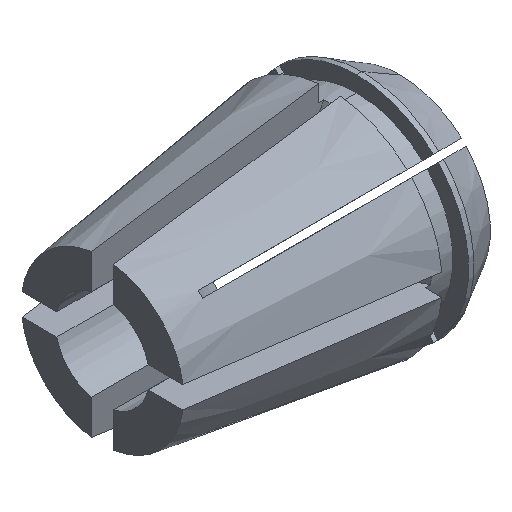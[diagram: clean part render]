
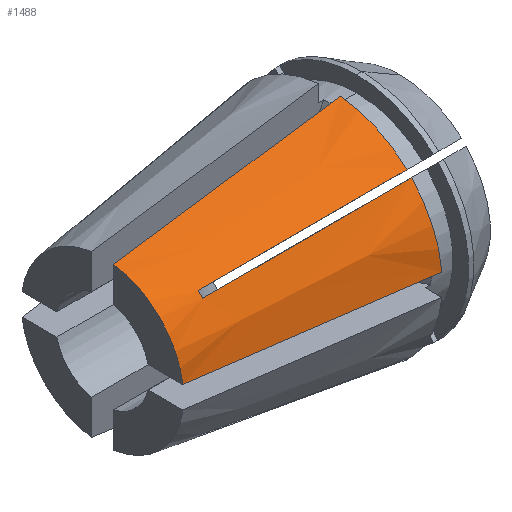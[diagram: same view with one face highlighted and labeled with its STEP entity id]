
A CAD part, isometric view. The second image highlights one B-rep face of the part: STEP entity #1488.
In plain terms, the highlighted conical face has half-angle 8 degrees and reference radius 12.908 mm.
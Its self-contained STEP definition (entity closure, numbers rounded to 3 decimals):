
#116 = CARTESIAN_POINT ( 'NONE',  ( 25.9, -12.847, 1.25 ) ) ;
#127 = EDGE_CURVE ( 'NONE', #2740, #2428, #448, .T. ) ;
#218 = CARTESIAN_POINT ( 'NONE',  ( 8.633, -1.25, 10.407 ) ) ;
#225 = EDGE_CURVE ( 'NONE', #2500, #786, #459, .T. ) ;
#292 = DIRECTION ( 'NONE',  ( -1., 0., 0. ) ) ;
#342 = ORIENTED_EDGE ( 'NONE', *, *, #1050, .T. ) ;
#363 = CARTESIAN_POINT ( 'NONE',  ( 8.633, -10.407, 1.25 ) ) ;
#415 = CARTESIAN_POINT ( 'NONE',  ( 12.146, -7.491, 8.021 ) ) ;
#424 = B_SPLINE_CURVE_WITH_KNOTS ( 'NONE', 3,
 ( #724, #717, #218, #1224 ),
 .UNSPECIFIED., .F., .F.,
 ( 4, 4 ),
 ( 0.051, 0.077 ),
 .UNSPECIFIED. ) ;
#448 = B_SPLINE_CURVE_WITH_KNOTS ( 'NONE', 3,
 ( #116, #869, #363, #2654 ),
 .UNSPECIFIED., .F., .F.,
 ( 4, 4 ),
 ( 0.051, 0.077 ),
 .UNSPECIFIED. ) ;
#459 = CIRCLE ( 'NONE', #1345, 12.908 ) ;
#480 = CARTESIAN_POINT ( 'NONE',  ( 25.9, 0., 0. ) ) ;
#485 = DIRECTION ( 'NONE',  ( -1., 0., 0. ) ) ;
#543 = CARTESIAN_POINT ( 'NONE',  ( 19.375, -8.74, 8.209 ) ) ;
#717 = CARTESIAN_POINT ( 'NONE',  ( 17.266, -1.25, 11.628 ) ) ;
#724 = CARTESIAN_POINT ( 'NONE',  ( 25.9, -1.25, 12.847 ) ) ;
#745 = DIRECTION ( 'NONE',  ( 0., 0., 1. ) ) ;
#752 = DIRECTION ( 'NONE',  ( 0., 0., 1. ) ) ;
#786 = VERTEX_POINT ( 'NONE', #1518 ) ;
#788 = CARTESIAN_POINT ( 'NONE',  ( 4.216, -6.702, 7.232 ) ) ;
#803 = CARTESIAN_POINT ( 'NONE',  ( 25.9, 0., 0. ) ) ;
#869 = CARTESIAN_POINT ( 'NONE',  ( 17.266, -11.628, 1.25 ) ) ;
#917 = CARTESIAN_POINT ( 'NONE',  ( 8.181, -7.096, 7.627 ) ) ;
#961 = B_SPLINE_CURVE_WITH_KNOTS ( 'NONE', 3,
 ( #2443, #917, #415, #2955, #1437, #2711, #2966 ),
 .UNSPECIFIED., .F., .F.,
 ( 4, 3, 4 ),
 ( 0.004, 0.016, 0.026 ),
 .UNSPECIFIED. ) ;
#1010 = CARTESIAN_POINT ( 'NONE',  ( 25.9, -9.388, 8.858 ) ) ;
#1050 = EDGE_CURVE ( 'NONE', #786, #2383, #424, .T. ) ;
#1080 = CARTESIAN_POINT ( 'NONE',  ( 16.112, -8.415, 7.885 ) ) ;
#1089 = CARTESIAN_POINT ( 'NONE',  ( 25.9, -9.388, 8.858 ) ) ;
#1126 = CARTESIAN_POINT ( 'NONE',  ( 0., -9.183, 1.25 ) ) ;
#1162 = AXIS2_PLACEMENT_3D ( 'NONE', #480, #1746, #1530 ) ;
#1224 = CARTESIAN_POINT ( 'NONE',  ( 0., -1.25, 9.183 ) ) ;
#1255 = CARTESIAN_POINT ( 'NONE',  ( 25.9, -12.847, 1.25 ) ) ;
#1280 = ORIENTED_EDGE ( 'NONE', *, *, #2483, .T. ) ;
#1345 = AXIS2_PLACEMENT_3D ( 'NONE', #2086, #2843, #752 ) ;
#1361 = AXIS2_PLACEMENT_3D ( 'NONE', #803, #292, #1567 ) ;
#1395 = CARTESIAN_POINT ( 'NONE',  ( 4.208, -7.062, 6.885 ) ) ;
#1428 = EDGE_LOOP ( 'NONE', ( #2268, #342, #2027, #1584, #2348, #1687, #1280, #1939 ) ) ;
#1437 = CARTESIAN_POINT ( 'NONE',  ( 19.375, -8.209, 8.74 ) ) ;
#1488 = ADVANCED_FACE ( 'NONE', ( #1674 ), #2871, .T. ) ;
#1518 = CARTESIAN_POINT ( 'NONE',  ( 25.9, -1.25, 12.847 ) ) ;
#1530 = DIRECTION ( 'NONE',  ( 0., 0., -1. ) ) ;
#1563 = EDGE_CURVE ( 'NONE', #2740, #1905, #1599, .T. ) ;
#1567 = DIRECTION ( 'NONE',  ( 0., 0., 1. ) ) ;
#1570 = CIRCLE ( 'NONE', #2325, 9.268 ) ;
#1584 = ORIENTED_EDGE ( 'NONE', *, *, #127, .F. ) ;
#1599 = CIRCLE ( 'NONE', #1361, 12.908 ) ;
#1642 = CARTESIAN_POINT ( 'NONE',  ( 4.216, -6.702, 7.232 ) ) ;
#1674 = FACE_OUTER_BOUND ( 'NONE', #1428, .T. ) ;
#1687 = ORIENTED_EDGE ( 'NONE', *, *, #2233, .F. ) ;
#1746 = DIRECTION ( 'NONE',  ( 1., 0., 0. ) ) ;
#1776 = EDGE_CURVE ( 'NONE', #2899, #2500, #961, .T. ) ;
#1857 = CARTESIAN_POINT ( 'NONE',  ( 4.216, -7.232, 6.702 ) ) ;
#1869 = CARTESIAN_POINT ( 'NONE',  ( 0., -1.25, 9.183 ) ) ;
#1905 = VERTEX_POINT ( 'NONE', #1010 ) ;
#1939 = ORIENTED_EDGE ( 'NONE', *, *, #1776, .T. ) ;
#2027 = ORIENTED_EDGE ( 'NONE', *, *, #2156, .F. ) ;
#2051 = CARTESIAN_POINT ( 'NONE',  ( 0., 0., 0. ) ) ;
#2066 = VERTEX_POINT ( 'NONE', #2731 ) ;
#2086 = CARTESIAN_POINT ( 'NONE',  ( 25.9, 0., 0. ) ) ;
#2088 = CARTESIAN_POINT ( 'NONE',  ( 12.146, -8.021, 7.491 ) ) ;
#2097 = CARTESIAN_POINT ( 'NONE',  ( 22.637, -9.064, 8.534 ) ) ;
#2113 = CARTESIAN_POINT ( 'NONE',  ( 8.181, -7.627, 7.096 ) ) ;
#2156 = EDGE_CURVE ( 'NONE', #2428, #2383, #1570, .T. ) ;
#2233 = EDGE_CURVE ( 'NONE', #2066, #1905, #2553, .T. ) ;
#2268 = ORIENTED_EDGE ( 'NONE', *, *, #225, .T. ) ;
#2277 = B_SPLINE_CURVE_WITH_KNOTS ( 'NONE', 3,
 ( #2415, #1395, #3161, #1642 ),
 .UNSPECIFIED., .F., .F.,
 ( 4, 4 ),
 ( 0.008, 0.009 ),
 .UNSPECIFIED. ) ;
#2325 = AXIS2_PLACEMENT_3D ( 'NONE', #2051, #485, #745 ) ;
#2348 = ORIENTED_EDGE ( 'NONE', *, *, #1563, .T. ) ;
#2383 = VERTEX_POINT ( 'NONE', #1869 ) ;
#2415 = CARTESIAN_POINT ( 'NONE',  ( 4.216, -7.232, 6.702 ) ) ;
#2428 = VERTEX_POINT ( 'NONE', #1126 ) ;
#2443 = CARTESIAN_POINT ( 'NONE',  ( 4.216, -6.702, 7.232 ) ) ;
#2483 = EDGE_CURVE ( 'NONE', #2066, #2899, #2277, .T. ) ;
#2500 = VERTEX_POINT ( 'NONE', #2945 ) ;
#2553 = B_SPLINE_CURVE_WITH_KNOTS ( 'NONE', 3,
 ( #1857, #2113, #2088, #1080, #543, #2097, #1089 ),
 .UNSPECIFIED., .F., .F.,
 ( 4, 3, 4 ),
 ( 0.004, 0.016, 0.026 ),
 .UNSPECIFIED. ) ;
#2654 = CARTESIAN_POINT ( 'NONE',  ( 0., -9.183, 1.25 ) ) ;
#2711 = CARTESIAN_POINT ( 'NONE',  ( 22.637, -8.534, 9.064 ) ) ;
#2731 = CARTESIAN_POINT ( 'NONE',  ( 4.216, -7.232, 6.702 ) ) ;
#2740 = VERTEX_POINT ( 'NONE', #1255 ) ;
#2843 = DIRECTION ( 'NONE',  ( -1., 0., 0. ) ) ;
#2871 = CONICAL_SURFACE ( 'NONE', #1162, 12.908, 0.14 ) ;
#2899 = VERTEX_POINT ( 'NONE', #788 ) ;
#2945 = CARTESIAN_POINT ( 'NONE',  ( 25.9, -8.858, 9.388 ) ) ;
#2955 = CARTESIAN_POINT ( 'NONE',  ( 16.112, -7.885, 8.415 ) ) ;
#2966 = CARTESIAN_POINT ( 'NONE',  ( 25.9, -8.858, 9.388 ) ) ;
#3161 = CARTESIAN_POINT ( 'NONE',  ( 4.208, -6.885, 7.061 ) ) ;
